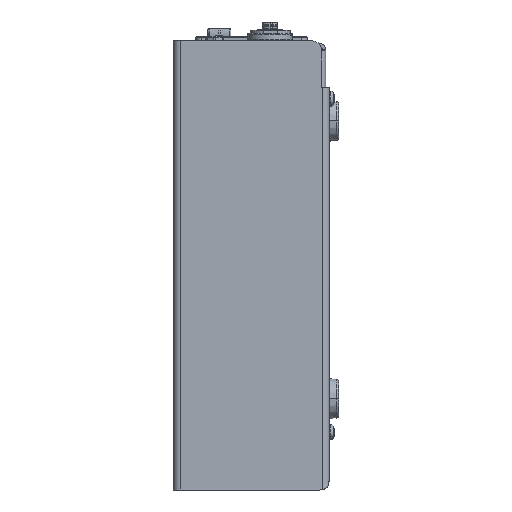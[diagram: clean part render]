
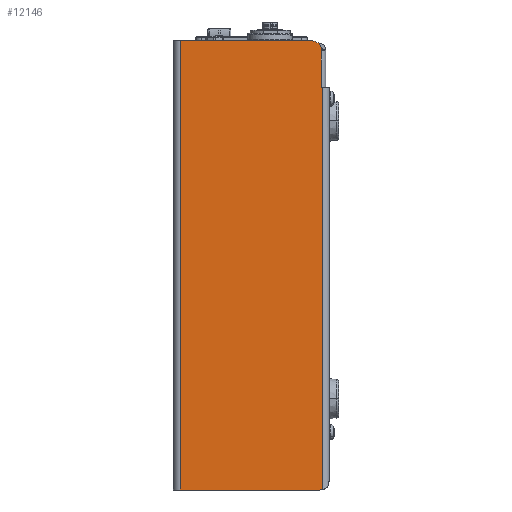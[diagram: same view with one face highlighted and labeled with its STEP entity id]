
A CAD part, left-side view. The second image highlights one B-rep face of the part: STEP entity #12146.
In plain terms, the highlighted planar face has unit normal (-1, 0, 0).
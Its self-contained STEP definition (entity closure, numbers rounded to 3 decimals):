
#634 = DIRECTION ( 'NONE',  ( 0., 0., -1. ) ) ;
#1740 = LINE ( 'NONE', #13183, #31996 ) ;
#2126 = VERTEX_POINT ( 'NONE', #46492 ) ;
#2307 = EDGE_CURVE ( 'NONE', #32000, #2126, #44936, .T. ) ;
#2378 = DIRECTION ( 'NONE',  ( 0., 0., -1. ) ) ;
#2697 = CARTESIAN_POINT ( 'NONE',  ( -81., 1.966, 80. ) ) ;
#2744 = AXIS2_PLACEMENT_3D ( 'NONE', #33516, #37204, #15293 ) ;
#2959 = ORIENTED_EDGE ( 'NONE', *, *, #23811, .T. ) ;
#3547 = CARTESIAN_POINT ( 'NONE',  ( -81., 1.966, 97. ) ) ;
#3555 = CARTESIAN_POINT ( 'NONE',  ( -81., 2.566, -101. ) ) ;
#3849 = CIRCLE ( 'NONE', #5071, 4. ) ;
#4322 = CARTESIAN_POINT ( 'NONE',  ( -81., 5.966, 97. ) ) ;
#5071 = AXIS2_PLACEMENT_3D ( 'NONE', #4322, #26350, #634 ) ;
#6140 = LINE ( 'NONE', #18713, #25366 ) ;
#6497 = DIRECTION ( 'NONE',  ( 0., 0., 1. ) ) ;
#7738 = VECTOR ( 'NONE', #9619, 1000. ) ;
#8325 = VERTEX_POINT ( 'NONE', #12560 ) ;
#9619 = DIRECTION ( 'NONE',  ( 0., -1., 0. ) ) ;
#10630 = LINE ( 'NONE', #24280, #7738 ) ;
#10957 = DIRECTION ( 'NONE',  ( -1., 0., 0. ) ) ;
#11710 = FACE_OUTER_BOUND ( 'NONE', #28538, .T. ) ;
#12146 = ADVANCED_FACE ( 'NONE', ( #11710 ), #44419, .F. ) ;
#12560 = CARTESIAN_POINT ( 'NONE',  ( -81., 1.5, 80. ) ) ;
#13183 = CARTESIAN_POINT ( 'NONE',  ( -81., 1.5, 101. ) ) ;
#15293 = DIRECTION ( 'NONE',  ( 0., 1., 0. ) ) ;
#16624 = VERTEX_POINT ( 'NONE', #2697 ) ;
#17388 = VECTOR ( 'NONE', #39480, 1000. ) ;
#17970 = CARTESIAN_POINT ( 'NONE',  ( -81., 1.966, 80. ) ) ;
#18713 = CARTESIAN_POINT ( 'NONE',  ( -81., 67., 101. ) ) ;
#19907 = CARTESIAN_POINT ( 'NONE',  ( -81., 65.5, -101. ) ) ;
#21270 = EDGE_CURVE ( 'NONE', #44813, #41110, #3849, .T. ) ;
#21460 = VERTEX_POINT ( 'NONE', #39312 ) ;
#22501 = ORIENTED_EDGE ( 'NONE', *, *, #24373, .F. ) ;
#22939 = VERTEX_POINT ( 'NONE', #19907 ) ;
#23768 = VECTOR ( 'NONE', #24172, 1000. ) ;
#23811 = EDGE_CURVE ( 'NONE', #8325, #16624, #39175, .T. ) ;
#24124 = LINE ( 'NONE', #46948, #45224 ) ;
#24172 = DIRECTION ( 'NONE',  ( 0., 1., 0. ) ) ;
#24280 = CARTESIAN_POINT ( 'NONE',  ( -81., 67., -101. ) ) ;
#24373 = EDGE_CURVE ( 'NONE', #21460, #41110, #6140, .T. ) ;
#24451 = LINE ( 'NONE', #35432, #17388 ) ;
#25366 = VECTOR ( 'NONE', #40555, 1000. ) ;
#26228 = ORIENTED_EDGE ( 'NONE', *, *, #30591, .T. ) ;
#26350 = DIRECTION ( 'NONE',  ( -1., 0., 0. ) ) ;
#26400 = ORIENTED_EDGE ( 'NONE', *, *, #30161, .F. ) ;
#28069 = ORIENTED_EDGE ( 'NONE', *, *, #28641, .T. ) ;
#28538 = EDGE_LOOP ( 'NONE', ( #28069, #32582, #26400, #2959, #32573, #45476, #22501, #26228 ) ) ;
#28641 = EDGE_CURVE ( 'NONE', #22939, #32000, #10630, .T. ) ;
#30161 = EDGE_CURVE ( 'NONE', #8325, #2126, #1740, .T. ) ;
#30591 = EDGE_CURVE ( 'NONE', #21460, #22939, #24451, .T. ) ;
#31996 = VECTOR ( 'NONE', #2378, 1000. ) ;
#32000 = VERTEX_POINT ( 'NONE', #3555 ) ;
#32381 = EDGE_CURVE ( 'NONE', #16624, #44813, #24124, .T. ) ;
#32573 = ORIENTED_EDGE ( 'NONE', *, *, #32381, .T. ) ;
#32582 = ORIENTED_EDGE ( 'NONE', *, *, #2307, .T. ) ;
#33516 = CARTESIAN_POINT ( 'NONE',  ( -81., 67., 101. ) ) ;
#34145 = CARTESIAN_POINT ( 'NONE',  ( -81., 5.966, 101. ) ) ;
#35432 = CARTESIAN_POINT ( 'NONE',  ( -81., 65.5, 101. ) ) ;
#36590 = DIRECTION ( 'NONE',  ( 0., 0., 1. ) ) ;
#37204 = DIRECTION ( 'NONE',  ( 1., 0., 0. ) ) ;
#39175 = LINE ( 'NONE', #17970, #23768 ) ;
#39312 = CARTESIAN_POINT ( 'NONE',  ( -81., 65.5, 101. ) ) ;
#39480 = DIRECTION ( 'NONE',  ( 0., 0., -1. ) ) ;
#40555 = DIRECTION ( 'NONE',  ( 0., -1., 0. ) ) ;
#41110 = VERTEX_POINT ( 'NONE', #34145 ) ;
#43044 = AXIS2_PLACEMENT_3D ( 'NONE', #43998, #10957, #36590 ) ;
#43998 = CARTESIAN_POINT ( 'NONE',  ( -81., 2.566, -97. ) ) ;
#44419 = PLANE ( 'NONE',  #2744 ) ;
#44813 = VERTEX_POINT ( 'NONE', #3547 ) ;
#44936 = CIRCLE ( 'NONE', #43044, 4. ) ;
#45224 = VECTOR ( 'NONE', #6497, 1000. ) ;
#45476 = ORIENTED_EDGE ( 'NONE', *, *, #21270, .T. ) ;
#46492 = CARTESIAN_POINT ( 'NONE',  ( -81., 1.5, -100.855 ) ) ;
#46948 = CARTESIAN_POINT ( 'NONE',  ( -81., 1.966, 97. ) ) ;
